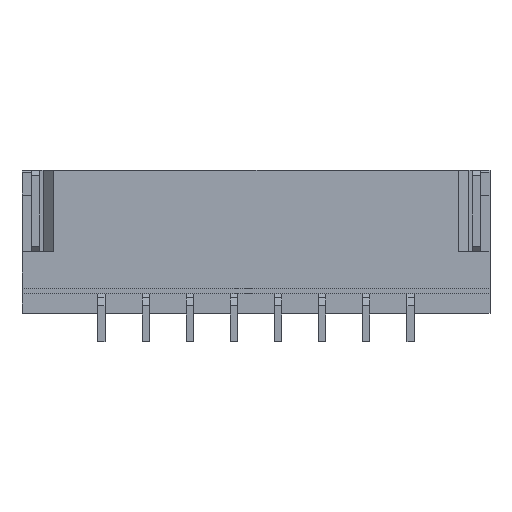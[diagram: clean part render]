
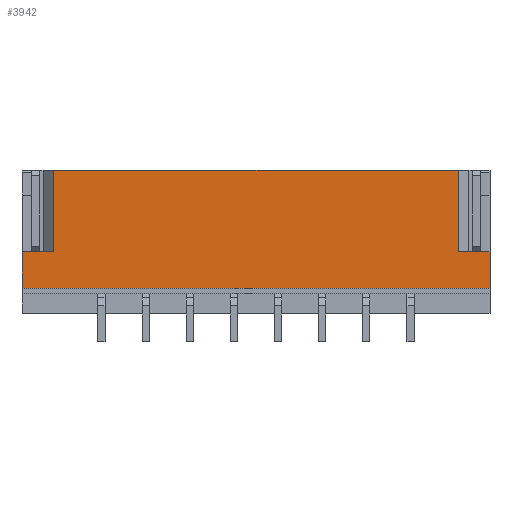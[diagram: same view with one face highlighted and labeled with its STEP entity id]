
A CAD part, front view. The second image highlights one B-rep face of the part: STEP entity #3942.
In plain terms, the highlighted planar face has unit normal (0, -1, 0).
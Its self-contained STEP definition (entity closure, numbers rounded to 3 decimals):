
#49 = DIRECTION ( 'NONE',  ( -1., 0., 0. ) ) ;
#180 = CARTESIAN_POINT ( 'NONE',  ( -7.875, 0.18, -0.275 ) ) ;
#236 = CARTESIAN_POINT ( 'NONE',  ( -7.875, 0.18, -1.315 ) ) ;
#412 = DIRECTION ( 'NONE',  ( 0., 0., -1. ) ) ;
#575 = DIRECTION ( 'NONE',  ( 1., 0., 0. ) ) ;
#788 = CARTESIAN_POINT ( 'NONE',  ( 4.475, 0.18, -0.275 ) ) ;
#879 = ORIENTED_EDGE ( 'NONE', *, *, #2930, .T. ) ;
#1006 = VERTEX_POINT ( 'NONE', #180 ) ;
#1039 = VERTEX_POINT ( 'NONE', #2517 ) ;
#1865 = LINE ( 'NONE', #7556, #10485 ) ;
#1903 = EDGE_CURVE ( 'NONE', #1039, #4433, #2228, .T. ) ;
#2081 = VECTOR ( 'NONE', #6312, 1000. ) ;
#2188 = CARTESIAN_POINT ( 'NONE',  ( 7.875, 0.18, 2.025 ) ) ;
#2228 = LINE ( 'NONE', #8088, #6025 ) ;
#2385 = EDGE_CURVE ( 'NONE', #1006, #10589, #5824, .T. ) ;
#2517 = CARTESIAN_POINT ( 'NONE',  ( 4.475, 0.18, -0.275 ) ) ;
#2626 = EDGE_CURVE ( 'NONE', #8996, #9438, #10479, .T. ) ;
#2867 = ORIENTED_EDGE ( 'NONE', *, *, #8294, .F. ) ;
#2930 = EDGE_CURVE ( 'NONE', #9438, #1006, #1865, .T. ) ;
#3080 = FACE_OUTER_BOUND ( 'NONE', #7301, .T. ) ;
#3195 = CARTESIAN_POINT ( 'NONE',  ( -7.875, 0.18, 0. ) ) ;
#3196 = EDGE_CURVE ( 'NONE', #10171, #1039, #9034, .T. ) ;
#3383 = ORIENTED_EDGE ( 'NONE', *, *, #7004, .F. ) ;
#3742 = CARTESIAN_POINT ( 'NONE',  ( -6.975, 0.18, -0.275 ) ) ;
#3825 = LINE ( 'NONE', #6289, #8303 ) ;
#3831 = VECTOR ( 'NONE', #6537, 1000. ) ;
#3942 = ADVANCED_FACE ( 'NONE', ( #3080 ), #8947, .F. ) ;
#4060 = DIRECTION ( 'NONE',  ( 0., 0., 1. ) ) ;
#4246 = CARTESIAN_POINT ( 'NONE',  ( -6.975, 0.18, 2.025 ) ) ;
#4314 = EDGE_CURVE ( 'NONE', #10171, #8996, #8831, .T. ) ;
#4403 = ORIENTED_EDGE ( 'NONE', *, *, #1903, .F. ) ;
#4433 = VERTEX_POINT ( 'NONE', #7442 ) ;
#4648 = VECTOR ( 'NONE', #6966, 1000. ) ;
#4694 = LINE ( 'NONE', #9791, #7289 ) ;
#4706 = VECTOR ( 'NONE', #9903, 1000. ) ;
#5088 = ORIENTED_EDGE ( 'NONE', *, *, #3196, .F. ) ;
#5812 = DIRECTION ( 'NONE',  ( 0., 1., 0. ) ) ;
#5824 = LINE ( 'NONE', #3195, #3831 ) ;
#6025 = VECTOR ( 'NONE', #575, 1000. ) ;
#6092 = ORIENTED_EDGE ( 'NONE', *, *, #2626, .T. ) ;
#6289 = CARTESIAN_POINT ( 'NONE',  ( 7.875, 0.18, -1.315 ) ) ;
#6312 = DIRECTION ( 'NONE',  ( 0., 0., -1. ) ) ;
#6537 = DIRECTION ( 'NONE',  ( 0., 0., -1. ) ) ;
#6616 = ORIENTED_EDGE ( 'NONE', *, *, #2385, .T. ) ;
#6966 = DIRECTION ( 'NONE',  ( -1., 0., 0. ) ) ;
#7004 = EDGE_CURVE ( 'NONE', #4433, #8982, #4694, .T. ) ;
#7289 = VECTOR ( 'NONE', #412, 1000. ) ;
#7301 = EDGE_LOOP ( 'NONE', ( #8601, #6092, #879, #6616, #2867, #3383, #4403, #5088 ) ) ;
#7442 = CARTESIAN_POINT ( 'NONE',  ( 5.375, 0.18, -0.275 ) ) ;
#7556 = CARTESIAN_POINT ( 'NONE',  ( -7.275, 0.18, -0.275 ) ) ;
#7707 = CARTESIAN_POINT ( 'NONE',  ( 4.475, 0.18, 2.025 ) ) ;
#8088 = CARTESIAN_POINT ( 'NONE',  ( 4.775, 0.18, -0.275 ) ) ;
#8174 = CARTESIAN_POINT ( 'NONE',  ( 7.875, 0.18, 0. ) ) ;
#8294 = EDGE_CURVE ( 'NONE', #8982, #10589, #3825, .T. ) ;
#8303 = VECTOR ( 'NONE', #9691, 1000. ) ;
#8601 = ORIENTED_EDGE ( 'NONE', *, *, #4314, .T. ) ;
#8831 = LINE ( 'NONE', #2188, #4648 ) ;
#8947 = PLANE ( 'NONE',  #9720 ) ;
#8982 = VERTEX_POINT ( 'NONE', #9410 ) ;
#8996 = VERTEX_POINT ( 'NONE', #4246 ) ;
#9034 = LINE ( 'NONE', #788, #4706 ) ;
#9410 = CARTESIAN_POINT ( 'NONE',  ( 5.375, 0.18, -1.315 ) ) ;
#9438 = VERTEX_POINT ( 'NONE', #9993 ) ;
#9691 = DIRECTION ( 'NONE',  ( -1., 0., 0. ) ) ;
#9720 = AXIS2_PLACEMENT_3D ( 'NONE', #8174, #5812, #4060 ) ;
#9791 = CARTESIAN_POINT ( 'NONE',  ( 5.375, 0.18, 0. ) ) ;
#9903 = DIRECTION ( 'NONE',  ( 0., 0., -1. ) ) ;
#9993 = CARTESIAN_POINT ( 'NONE',  ( -6.975, 0.18, -0.275 ) ) ;
#10171 = VERTEX_POINT ( 'NONE', #7707 ) ;
#10479 = LINE ( 'NONE', #3742, #2081 ) ;
#10485 = VECTOR ( 'NONE', #49, 1000. ) ;
#10589 = VERTEX_POINT ( 'NONE', #236 ) ;
